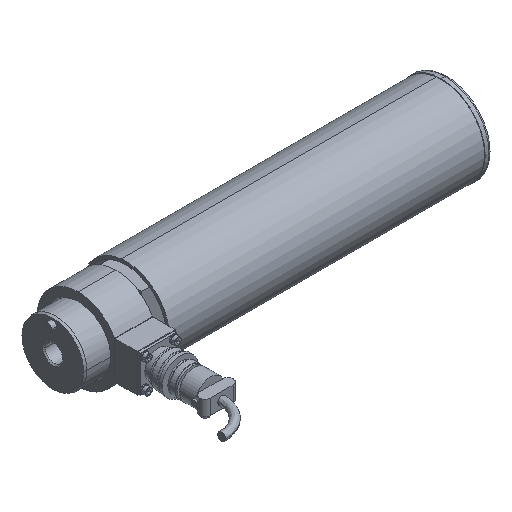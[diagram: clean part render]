
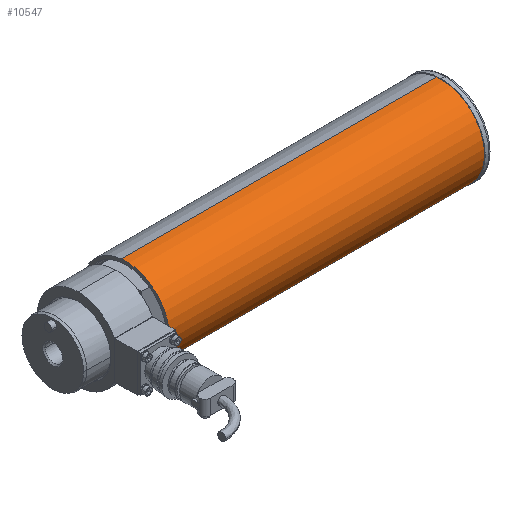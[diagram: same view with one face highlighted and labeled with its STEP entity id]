
A CAD part, isometric view. The second image highlights one B-rep face of the part: STEP entity #10547.
In plain terms, the highlighted cylindrical face has radius 34.5 mm (diameter 69 mm), a partial arc.
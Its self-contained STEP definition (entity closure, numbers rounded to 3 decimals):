
#10411=CARTESIAN_POINT('',(250.0,0.0,34.5));
#10412=VERTEX_POINT('',#10411);
#10413=CARTESIAN_POINT('',(250.0,0.,-34.5));
#10414=VERTEX_POINT('',#10413);
#10422=CARTESIAN_POINT('',(0.0,0.,-34.5));
#10423=VERTEX_POINT('',#10422);
#10424=CARTESIAN_POINT('',(250.0,0.,-34.5));
#10425=DIRECTION('',(-1.0,0.0,0.0));
#10426=VECTOR('',#10425,250.0);
#10427=LINE('',#10424,#10426);
#10428=EDGE_CURVE('',#10414,#10423,#10427,.T.);
#10430=CARTESIAN_POINT('',(0.0,0.0,34.5));
#10431=VERTEX_POINT('',#10430);
#10439=CARTESIAN_POINT('',(250.0,0.0,34.5));
#10440=DIRECTION('',(-1.0,0.0,0.0));
#10441=VECTOR('',#10440,250.0);
#10442=LINE('',#10439,#10441);
#10443=EDGE_CURVE('',#10412,#10431,#10442,.T.);
#10510=CARTESIAN_POINT('',(0.0,0.0,0.0));
#10511=DIRECTION('',(-1.0,0.0,0.0));
#10512=DIRECTION('',(0.0,0.0,1.0));
#10513=AXIS2_PLACEMENT_3D('',#10510,#10511,#10512);
#10514=CIRCLE('',#10513,34.5);
#10515=EDGE_CURVE('',#10423,#10431,#10514,.T.);
#10530=CARTESIAN_POINT('',(262.5,0.0,0.0));
#10531=DIRECTION('',(-1.0,0.0,0.0));
#10532=DIRECTION('',(0.0,0.0,1.0));
#10533=AXIS2_PLACEMENT_3D('',#10530,#10531,#10532);
#10534=CYLINDRICAL_SURFACE('',#10533,34.5);
#10535=ORIENTED_EDGE('',*,*,#10428,.F.);
#10536=CARTESIAN_POINT('',(250.0,0.0,0.0));
#10537=DIRECTION('',(-1.0,0.0,0.0));
#10538=DIRECTION('',(0.0,0.0,1.0));
#10539=AXIS2_PLACEMENT_3D('',#10536,#10537,#10538);
#10540=CIRCLE('',#10539,34.5);
#10541=EDGE_CURVE('',#10414,#10412,#10540,.T.);
#10542=ORIENTED_EDGE('',*,*,#10541,.T.);
#10543=ORIENTED_EDGE('',*,*,#10443,.T.);
#10544=ORIENTED_EDGE('',*,*,#10515,.F.);
#10545=EDGE_LOOP('',(#10535,#10542,#10543,#10544));
#10546=FACE_OUTER_BOUND('',#10545,.T.);
#10547=ADVANCED_FACE('',(#10546),#10534,.T.);
